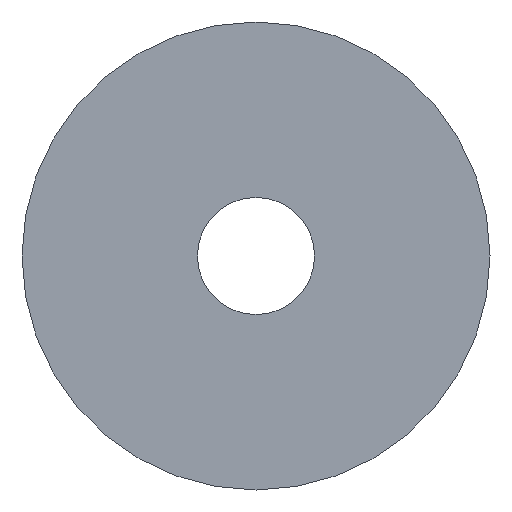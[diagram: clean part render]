
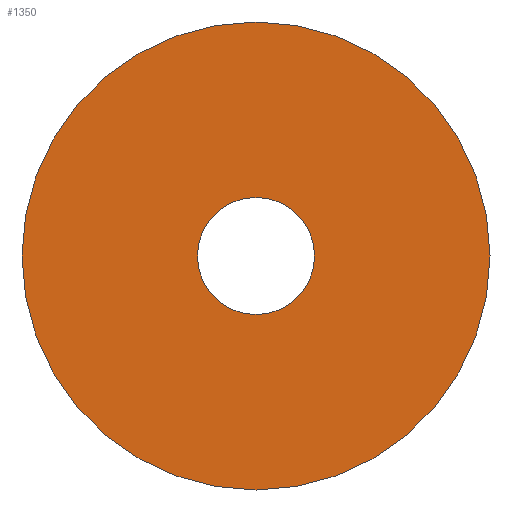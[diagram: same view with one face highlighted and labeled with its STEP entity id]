
A CAD part, front view. The second image highlights one B-rep face of the part: STEP entity #1350.
In plain terms, the highlighted planar face has unit normal (0, -1, 0).
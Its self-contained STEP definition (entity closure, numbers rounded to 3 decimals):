
#53 = ORIENTED_EDGE ( 'NONE', *, *, #1325, .F. ) ;
#93 = CARTESIAN_POINT ( 'NONE',  ( 0., 0., 0. ) ) ;
#124 = CARTESIAN_POINT ( 'NONE',  ( 0., 0., -5. ) ) ;
#133 = VERTEX_POINT ( 'NONE', #244 ) ;
#208 = CARTESIAN_POINT ( 'NONE',  ( 0., 0., 0. ) ) ;
#219 = PLANE ( 'NONE',  #649 ) ;
#227 = DIRECTION ( 'NONE',  ( 0., 0., 1. ) ) ;
#233 = CIRCLE ( 'NONE', #1018, 5. ) ;
#240 = CARTESIAN_POINT ( 'NONE',  ( 0., 0., -20. ) ) ;
#244 = CARTESIAN_POINT ( 'NONE',  ( 0., 0., 20. ) ) ;
#369 = AXIS2_PLACEMENT_3D ( 'NONE', #668, #451, #227 ) ;
#385 = DIRECTION ( 'NONE',  ( 0., 0., 1. ) ) ;
#451 = DIRECTION ( 'NONE',  ( 0., 1., 0. ) ) ;
#452 = ORIENTED_EDGE ( 'NONE', *, *, #725, .T. ) ;
#502 = CARTESIAN_POINT ( 'NONE',  ( 0., 0., 5. ) ) ;
#523 = DIRECTION ( 'NONE',  ( 0., 1., 0. ) ) ;
#531 = DIRECTION ( 'NONE',  ( 0., 1., 0. ) ) ;
#548 = EDGE_CURVE ( 'NONE', #904, #133, #1152, .T. ) ;
#576 = EDGE_LOOP ( 'NONE', ( #1247, #452 ) ) ;
#649 = AXIS2_PLACEMENT_3D ( 'NONE', #680, #1096, #690 ) ;
#659 = EDGE_CURVE ( 'NONE', #1123, #931, #677, .T. ) ;
#668 = CARTESIAN_POINT ( 'NONE',  ( 0., 0., 0. ) ) ;
#677 = CIRCLE ( 'NONE', #369, 5. ) ;
#680 = CARTESIAN_POINT ( 'NONE',  ( 0., 0., 0. ) ) ;
#690 = DIRECTION ( 'NONE',  ( 0., 0., 1. ) ) ;
#725 = EDGE_CURVE ( 'NONE', #931, #1123, #233, .T. ) ;
#890 = FACE_BOUND ( 'NONE', #576, .T. ) ;
#904 = VERTEX_POINT ( 'NONE', #240 ) ;
#911 = CIRCLE ( 'NONE', #1235, 20. ) ;
#931 = VERTEX_POINT ( 'NONE', #124 ) ;
#940 = ORIENTED_EDGE ( 'NONE', *, *, #548, .F. ) ;
#965 = DIRECTION ( 'NONE',  ( 0., 0., 1. ) ) ;
#973 = DIRECTION ( 'NONE',  ( 0., 1., 0. ) ) ;
#1018 = AXIS2_PLACEMENT_3D ( 'NONE', #208, #973, #1252 ) ;
#1090 = FACE_OUTER_BOUND ( 'NONE', #1300, .T. ) ;
#1096 = DIRECTION ( 'NONE',  ( 0., 1., 0. ) ) ;
#1123 = VERTEX_POINT ( 'NONE', #502 ) ;
#1152 = CIRCLE ( 'NONE', #1326, 20. ) ;
#1235 = AXIS2_PLACEMENT_3D ( 'NONE', #93, #531, #965 ) ;
#1247 = ORIENTED_EDGE ( 'NONE', *, *, #659, .T. ) ;
#1248 = CARTESIAN_POINT ( 'NONE',  ( 0., 0., 0. ) ) ;
#1252 = DIRECTION ( 'NONE',  ( 0., 0., 1. ) ) ;
#1300 = EDGE_LOOP ( 'NONE', ( #940, #53 ) ) ;
#1325 = EDGE_CURVE ( 'NONE', #133, #904, #911, .T. ) ;
#1326 = AXIS2_PLACEMENT_3D ( 'NONE', #1248, #523, #385 ) ;
#1350 = ADVANCED_FACE ( 'NONE', ( #890, #1090 ), #219, .F. ) ;
